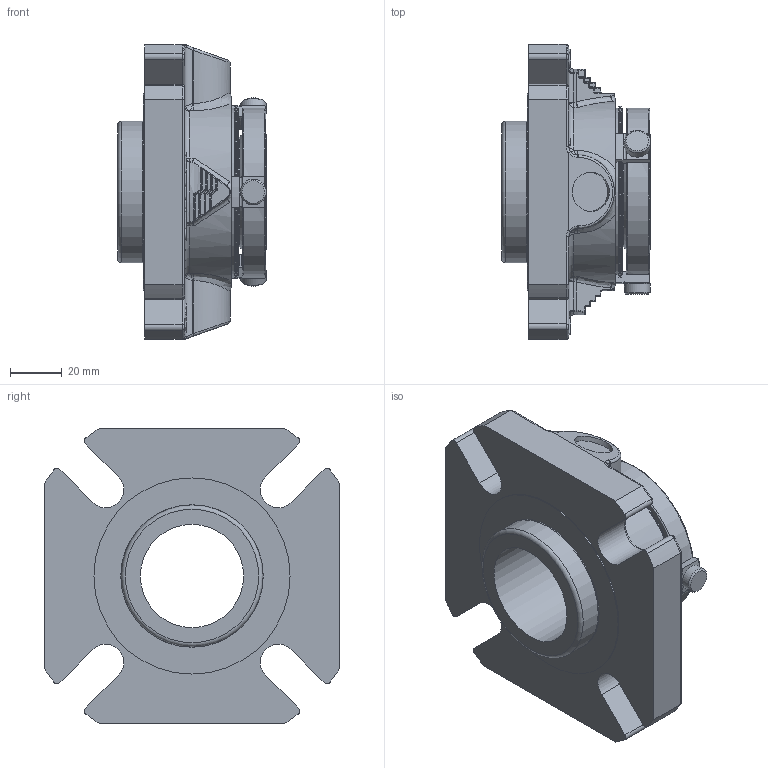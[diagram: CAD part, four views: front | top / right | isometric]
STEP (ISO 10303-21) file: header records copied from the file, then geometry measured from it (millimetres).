
FILE_DESCRIPTION(/* description */ ('Unknown'),/* implementation_level */ '2;1');
FILE_NAME(/* name */ '40mm SMSS SEAL ARRANGEMENT',/* time_stamp */ '2023-04-18T11:22:56+01:00',/* author */ ('Unknown'),/* organization */ ('Unknown'),/* preprocessor_version */ 'ST-DEVELOPER v18.102',/* originating_system */ 'Solid Edge',/* authorisation */ 'Unknown');
FILE_SCHEMA (('AUTOMOTIVE_DESIGN {1 0 10303 214 3 1 1}'));
Length unit declared in the file: millimetre
Products named in the file (1): 40mm
Bounding box: 57.63 x 114.3 x 114.3 mm (x, y, z)
Volume: 257696.8 mm3; surface area: 50700 mm2
Topology: 1 solids, 1 shells, 854 faces, 2144 edges, 1320 vertices
Faces by surface type: cylinder 302, plane 268, bspline 155, torus 79, sphere 35, cone 15
Full cylindrical faces by diameter (mm): 4.837 x2, 10 x3, 15.25 x2, 40.005 x1, 42.393 x1, 44.425 x2, 54.839 x1, 64.897 x3, 66.421 x1, 76 x1
Entity records: 28211 total; most frequent: CARTESIAN_POINT 8637, ORIENTED_EDGE 4170, DIRECTION 3919, EDGE_CURVE 2085, AXIS2_PLACEMENT_3D 1456, VERTEX_POINT 1310, LINE 1007, VECTOR 1007
